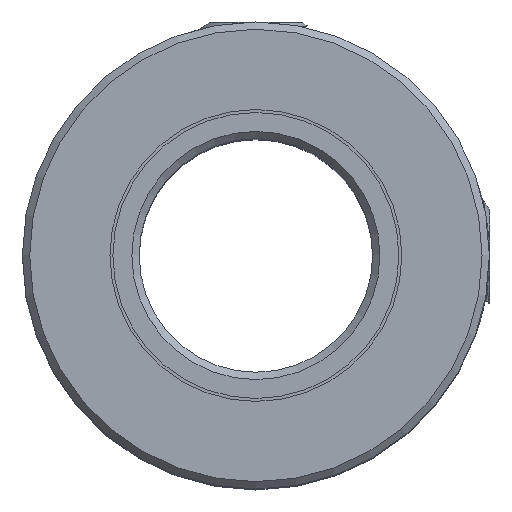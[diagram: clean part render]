
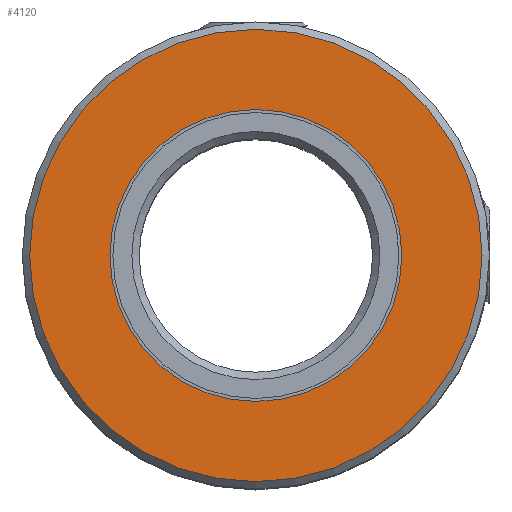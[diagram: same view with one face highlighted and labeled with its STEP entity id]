
A CAD part, top view. The second image highlights one B-rep face of the part: STEP entity #4120.
In plain terms, the highlighted planar face has unit normal (0, 0, 1).
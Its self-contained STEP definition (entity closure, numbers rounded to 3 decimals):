
#33=FACE_BOUND('',#504,.T.);
#75=PLANE('',#4536);
#242=FACE_OUTER_BOUND('',#503,.T.);
#503=EDGE_LOOP('',(#2892));
#504=EDGE_LOOP('',(#2893,#2894));
#849=CIRCLE('',#4530,7.75);
#854=CIRCLE('',#4537,5.);
#855=CIRCLE('',#4538,5.);
#1685=VERTEX_POINT('',#7947);
#1690=VERTEX_POINT('',#7961);
#1691=VERTEX_POINT('',#7962);
#2132=EDGE_CURVE('',#1685,#1685,#849,.T.);
#2139=EDGE_CURVE('',#1690,#1691,#854,.T.);
#2140=EDGE_CURVE('',#1691,#1690,#855,.T.);
#2892=ORIENTED_EDGE('',*,*,#2132,.F.);
#2893=ORIENTED_EDGE('',*,*,#2139,.F.);
#2894=ORIENTED_EDGE('',*,*,#2140,.F.);
#4120=ADVANCED_FACE('',(#242,#33),#75,.T.);
#4530=AXIS2_PLACEMENT_3D('',#7948,#5466,#5467);
#4536=AXIS2_PLACEMENT_3D('',#7960,#5480,#5481);
#4537=AXIS2_PLACEMENT_3D('',#7963,#5482,#5483);
#4538=AXIS2_PLACEMENT_3D('',#7964,#5484,#5485);
#5466=DIRECTION('center_axis',(0.,0.,-1.));
#5467=DIRECTION('ref_axis',(-1.,0.,0.));
#5480=DIRECTION('center_axis',(0.,0.,1.));
#5481=DIRECTION('ref_axis',(1.,0.,0.));
#5482=DIRECTION('center_axis',(0.,0.,1.));
#5483=DIRECTION('ref_axis',(1.,0.,0.));
#5484=DIRECTION('center_axis',(0.,0.,1.));
#5485=DIRECTION('ref_axis',(1.,0.,0.));
#7947=CARTESIAN_POINT('',(7.75,0.,7.));
#7948=CARTESIAN_POINT('Origin',(0.,0.,7.));
#7960=CARTESIAN_POINT('Origin',(5.,0.,7.));
#7961=CARTESIAN_POINT('',(5.,0.,7.));
#7962=CARTESIAN_POINT('',(-5.,0.,7.));
#7963=CARTESIAN_POINT('Origin',(0.,0.,7.));
#7964=CARTESIAN_POINT('Origin',(0.,0.,7.));
